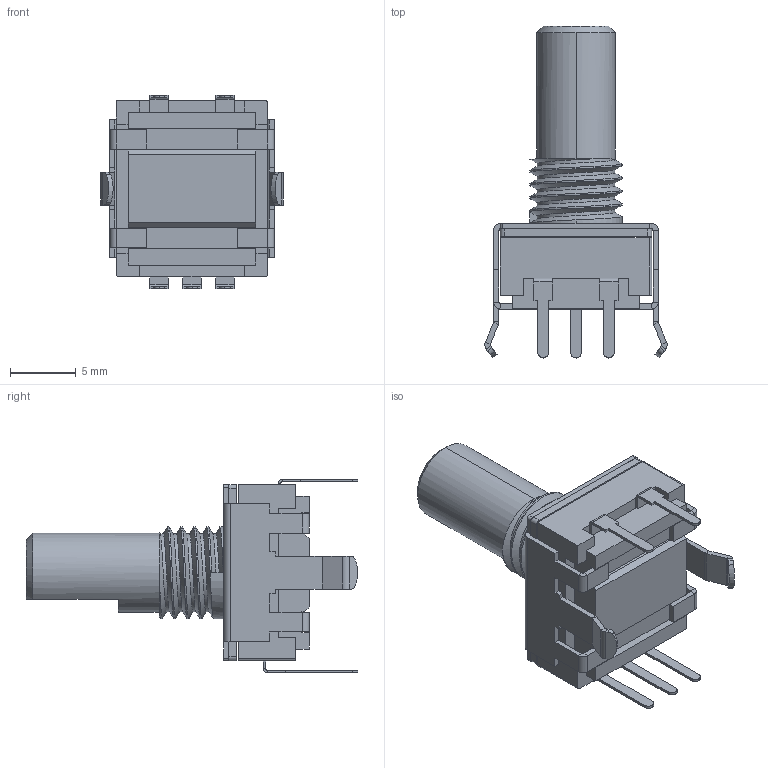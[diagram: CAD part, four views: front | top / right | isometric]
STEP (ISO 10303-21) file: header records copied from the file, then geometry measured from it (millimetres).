
FILE_DESCRIPTION(('FreeCAD Model'),'2;1');
FILE_NAME('Open CASCADE Shape Model','2026-02-07T16:21:46',( 'kicad StepUp'),('ksu MCAD'),'Open CASCADE STEP processor 7.8', 'FreeCAD','Unknown');
FILE_SCHEMA(('AUTOMOTIVE_DESIGN { 1 0 10303 214 1 1 1 1 }'));
Length unit declared in the file: millimetre
Products named in the file (10): PEC11R-4215F-S0033; PEC11R-4215F-S0024; PEC11R-4215F-S0025; PEC11R-4215F-S0026; PEC11R-4215F-S0027; PEC11R-4215F-S0028; PEC11R-4215F-S0029; PEC11R-4215F-S0030; PEC11R-4215F-S0031; PEC11R-4215F-S0032
Assembly tree (9 placements, depth 2):
  PEC11R-4215F-S0033
    PEC11R-4215F-S0024
    PEC11R-4215F-S0025
    PEC11R-4215F-S0026
    PEC11R-4215F-S0027
    PEC11R-4215F-S0028
    PEC11R-4215F-S0029
    PEC11R-4215F-S0030
    PEC11R-4215F-S0031
    PEC11R-4215F-S0032
Bounding box: 13.85 x 25.2 x 14.7 mm (x, y, z)
Volume: 1365 mm3; surface area: 2125.8 mm2
Topology: 9 solids, 9 shells, 319 faces, 779 edges, 480 vertices
Faces by surface type: plane 240, cylinder 75, bspline 3, cone 1
Entity records: 10139 total; most frequent: CARTESIAN_POINT 2418, ORIENTED_EDGE 1558, DIRECTION 1540, EDGE_CURVE 779, LINE 612, VECTOR 612, VERTEX_POINT 480, AXIS2_PLACEMENT_3D 464
